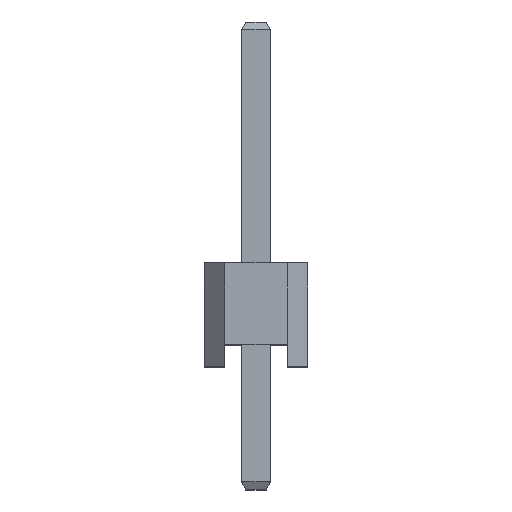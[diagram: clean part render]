
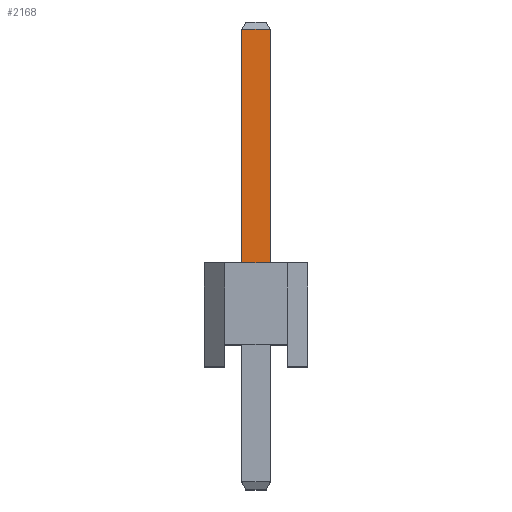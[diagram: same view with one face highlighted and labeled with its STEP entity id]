
A CAD part, top view. The second image highlights one B-rep face of the part: STEP entity #2168.
In plain terms, the highlighted planar face has unit normal (0, 0, 1).
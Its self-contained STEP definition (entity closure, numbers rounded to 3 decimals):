
#35 = PLANE ( 'NONE',  #2688 ) ;
#189 = VERTEX_POINT ( 'NONE', #2662 ) ;
#190 = DIRECTION ( 'NONE',  ( 0., 1., 0. ) ) ;
#808 = DIRECTION ( 'NONE',  ( 0., -1., 0. ) ) ;
#812 = CARTESIAN_POINT ( 'NONE',  ( -0.35, -3., 0.35 ) ) ;
#1938 = EDGE_CURVE ( 'NONE', #3900, #3093, #4047, .T. ) ;
#2030 = ORIENTED_EDGE ( 'NONE', *, *, #5229, .F. ) ;
#2168 = ADVANCED_FACE ( 'NONE', ( #4543 ), #35, .T. ) ;
#2355 = CARTESIAN_POINT ( 'NONE',  ( -0.35, 8.267, 0.35 ) ) ;
#2572 = CARTESIAN_POINT ( 'NONE',  ( -0.35, -3., 0.35 ) ) ;
#2573 = CARTESIAN_POINT ( 'NONE',  ( -0.35, 8.267, 0.35 ) ) ;
#2662 = CARTESIAN_POINT ( 'NONE',  ( 0.35, 8.267, 0.35 ) ) ;
#2688 = AXIS2_PLACEMENT_3D ( 'NONE', #2572, #6932, #3205 ) ;
#2770 = CARTESIAN_POINT ( 'NONE',  ( 0.35, 2.54, 0.35 ) ) ;
#2916 = ORIENTED_EDGE ( 'NONE', *, *, #3028, .F. ) ;
#2939 = CARTESIAN_POINT ( 'NONE',  ( -0.35, 2.54, 0.35 ) ) ;
#2957 = LINE ( 'NONE', #812, #5489 ) ;
#3028 = EDGE_CURVE ( 'NONE', #189, #3093, #7912, .T. ) ;
#3093 = VERTEX_POINT ( 'NONE', #2770 ) ;
#3205 = DIRECTION ( 'NONE',  ( 1., 0., 0. ) ) ;
#3308 = CARTESIAN_POINT ( 'NONE',  ( 0.35, -3., 0.35 ) ) ;
#3473 = VECTOR ( 'NONE', #4160, 1000. ) ;
#3900 = VERTEX_POINT ( 'NONE', #2939 ) ;
#4047 = LINE ( 'NONE', #8046, #5515 ) ;
#4160 = DIRECTION ( 'NONE',  ( -1., 0., 0. ) ) ;
#4314 = DIRECTION ( 'NONE',  ( 1., 0., 0. ) ) ;
#4406 = VERTEX_POINT ( 'NONE', #2573 ) ;
#4543 = FACE_OUTER_BOUND ( 'NONE', #7175, .T. ) ;
#4588 = VECTOR ( 'NONE', #808, 1000. ) ;
#4867 = EDGE_CURVE ( 'NONE', #189, #4406, #5910, .T. ) ;
#5048 = ORIENTED_EDGE ( 'NONE', *, *, #1938, .T. ) ;
#5229 = EDGE_CURVE ( 'NONE', #3900, #4406, #2957, .T. ) ;
#5317 = ORIENTED_EDGE ( 'NONE', *, *, #4867, .T. ) ;
#5489 = VECTOR ( 'NONE', #190, 1000. ) ;
#5515 = VECTOR ( 'NONE', #4314, 1000. ) ;
#5910 = LINE ( 'NONE', #2355, #3473 ) ;
#6932 = DIRECTION ( 'NONE',  ( 0., 0., 1. ) ) ;
#7175 = EDGE_LOOP ( 'NONE', ( #2030, #5048, #2916, #5317 ) ) ;
#7912 = LINE ( 'NONE', #3308, #4588 ) ;
#8046 = CARTESIAN_POINT ( 'NONE',  ( -0.35, 2.54, 0.35 ) ) ;
